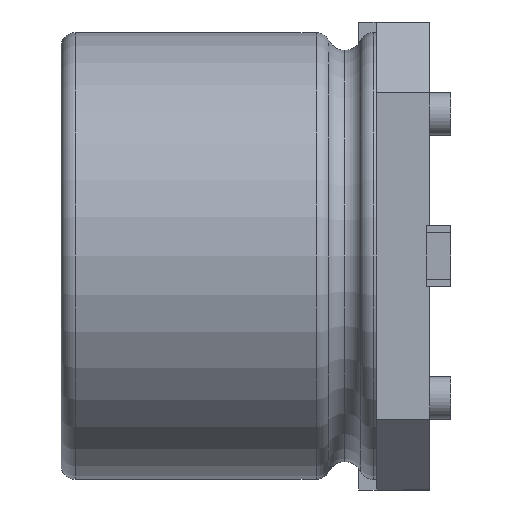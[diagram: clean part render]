
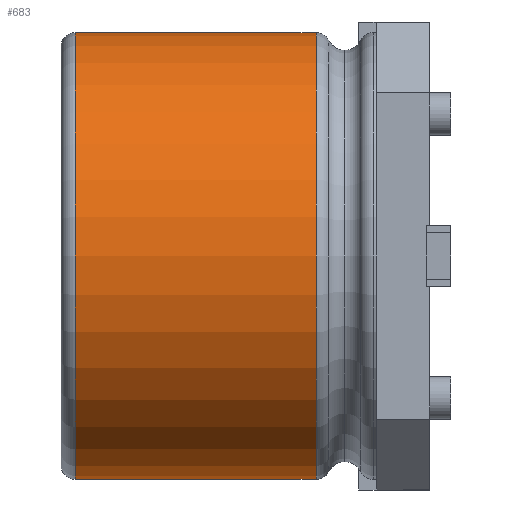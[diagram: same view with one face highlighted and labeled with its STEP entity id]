
A CAD part, left-side view. The second image highlights one B-rep face of the part: STEP entity #683.
In plain terms, the highlighted cylindrical face has radius 3.15 mm (diameter 6.3 mm), a partial arc.
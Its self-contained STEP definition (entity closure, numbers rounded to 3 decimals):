
#31 = AXIS2_PLACEMENT_3D ( 'NONE', #1885, #58, #1397 ) ;
#58 = DIRECTION ( 'NONE',  ( 0., 1., 0. ) ) ;
#165 = DIRECTION ( 'NONE',  ( 0., -1., 0. ) ) ;
#168 = AXIS2_PLACEMENT_3D ( 'NONE', #499, #220, #899 ) ;
#169 = VERTEX_POINT ( 'NONE', #1778 ) ;
#220 = DIRECTION ( 'NONE',  ( 0., -1., 0. ) ) ;
#234 = EDGE_CURVE ( 'NONE', #821, #169, #758, .T. ) ;
#321 = CARTESIAN_POINT ( 'NONE',  ( 0., 19.91, 3.15 ) ) ;
#326 = VECTOR ( 'NONE', #165, 1000. ) ;
#343 = VERTEX_POINT ( 'NONE', #1216 ) ;
#430 = CARTESIAN_POINT ( 'NONE',  ( 0., 5.3, 0. ) ) ;
#453 = CIRCLE ( 'NONE', #2050, 3.15 ) ;
#487 = DIRECTION ( 'NONE',  ( 0., -1., 0. ) ) ;
#499 = CARTESIAN_POINT ( 'NONE',  ( 0., 19.91, 0. ) ) ;
#520 = EDGE_LOOP ( 'NONE', ( #1683, #1872, #1923, #1978 ) ) ;
#683 = ADVANCED_FACE ( 'NONE', ( #2031 ), #1146, .T. ) ;
#755 = DIRECTION ( 'NONE',  ( 0., 0., 1. ) ) ;
#758 = LINE ( 'NONE', #1157, #1407 ) ;
#821 = VERTEX_POINT ( 'NONE', #1674 ) ;
#879 = EDGE_CURVE ( 'NONE', #169, #1050, #1760, .T. ) ;
#899 = DIRECTION ( 'NONE',  ( 0., 0., -1. ) ) ;
#1050 = VERTEX_POINT ( 'NONE', #1733 ) ;
#1067 = EDGE_CURVE ( 'NONE', #343, #821, #453, .T. ) ;
#1146 = CYLINDRICAL_SURFACE ( 'NONE', #168, 3.15 ) ;
#1157 = CARTESIAN_POINT ( 'NONE',  ( 0., 19.91, -3.15 ) ) ;
#1216 = CARTESIAN_POINT ( 'NONE',  ( 0., 5.3, 3.15 ) ) ;
#1337 = EDGE_CURVE ( 'NONE', #343, #1050, #1367, .T. ) ;
#1367 = LINE ( 'NONE', #321, #326 ) ;
#1397 = DIRECTION ( 'NONE',  ( 0., 0., -1. ) ) ;
#1407 = VECTOR ( 'NONE', #487, 1000. ) ;
#1674 = CARTESIAN_POINT ( 'NONE',  ( 0., 5.3, -3.15 ) ) ;
#1683 = ORIENTED_EDGE ( 'NONE', *, *, #1337, .F. ) ;
#1733 = CARTESIAN_POINT ( 'NONE',  ( 0., 1.903, 3.15 ) ) ;
#1747 = DIRECTION ( 'NONE',  ( 0., -1., 0. ) ) ;
#1760 = CIRCLE ( 'NONE', #31, 3.15 ) ;
#1778 = CARTESIAN_POINT ( 'NONE',  ( 0., 1.903, -3.15 ) ) ;
#1872 = ORIENTED_EDGE ( 'NONE', *, *, #1067, .T. ) ;
#1885 = CARTESIAN_POINT ( 'NONE',  ( 0., 1.903, 0. ) ) ;
#1923 = ORIENTED_EDGE ( 'NONE', *, *, #234, .T. ) ;
#1978 = ORIENTED_EDGE ( 'NONE', *, *, #879, .T. ) ;
#2031 = FACE_OUTER_BOUND ( 'NONE', #520, .T. ) ;
#2050 = AXIS2_PLACEMENT_3D ( 'NONE', #430, #1747, #755 ) ;
